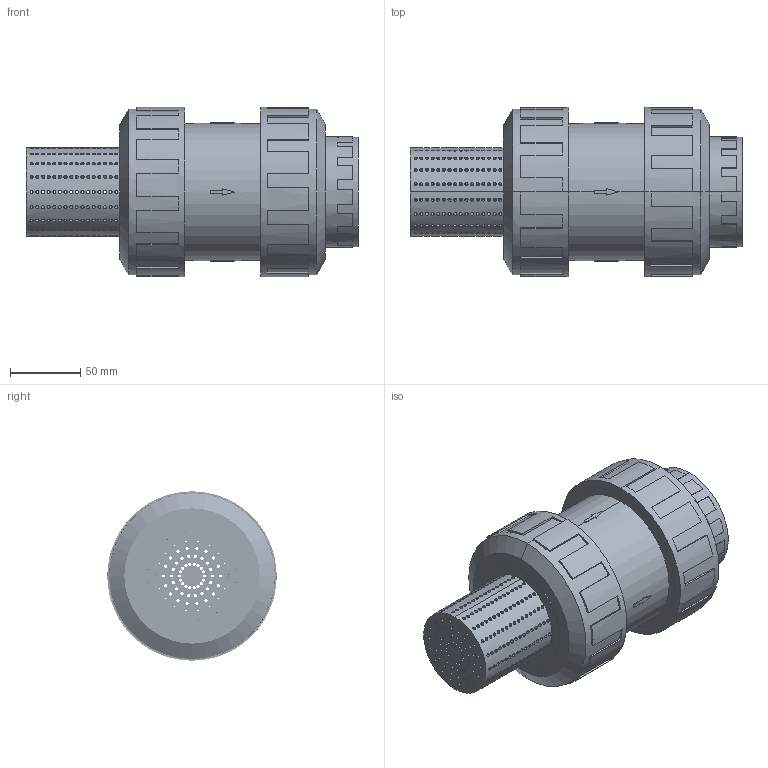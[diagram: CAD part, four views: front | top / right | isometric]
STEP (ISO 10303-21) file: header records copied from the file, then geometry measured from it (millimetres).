
FILE_DESCRIPTION(('STEP AP214'),'1');
FILE_NAME('cctmp_4D6C3A34-EB21-4301-BE0F-E82DA8018187_2018_12_7_11_26_13_49..stp','2018-12-07T10:26:15',('Praher Valves GmbH'),('CADClick - www.CADClick.com'),'Spatial InterOp 3D',' ','unknown authorization');
FILE_SCHEMA(('AUTOMOTIVE_DESIGN'));
Length unit declared in the file: millimetre
Products named in the file (1): 121361
Bounding box: 235.5 x 120 x 120 mm (x, y, z)
Volume: 1210189.6 mm3; surface area: 221960.6 mm2
Topology: 1 solids, 1 shells, 2787 faces, 7831 edges, 4706 vertices
Faces by surface type: cylinder 2528, plane 255, cone 4
Entity records: 125490 total; most frequent: CARTESIAN_POINT 31147, ORIENTED_EDGE 15662, DIRECTION 15172, EDGE_CURVE 7831, AXIS2_PLACEMENT_3D 6263, VERTEX_POINT 4706, EDGE_LOOP 3167, STYLED_ITEM 2788
